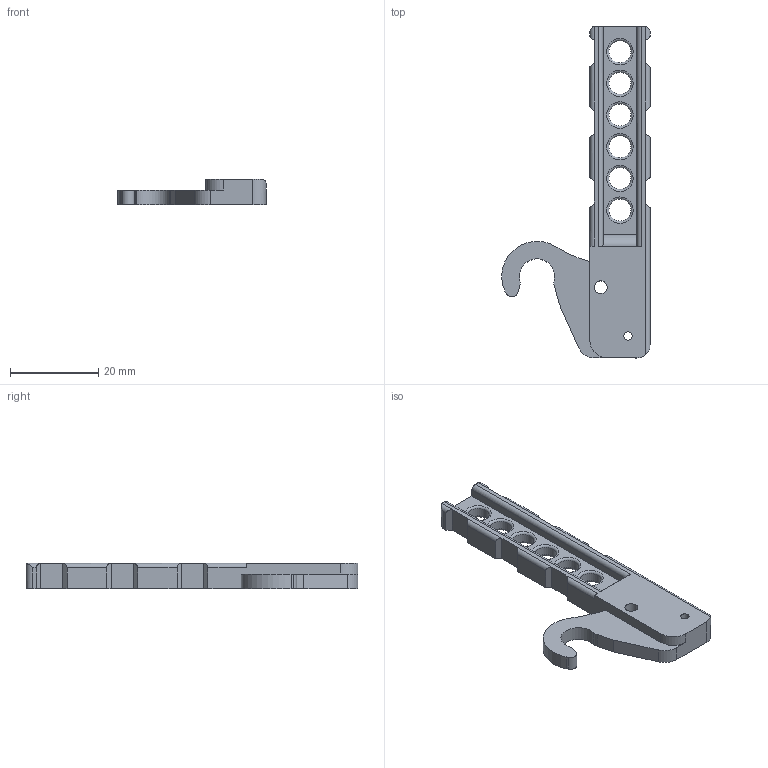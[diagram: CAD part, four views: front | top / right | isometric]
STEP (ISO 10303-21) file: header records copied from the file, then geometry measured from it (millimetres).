
FILE_DESCRIPTION(/* description */ (''),/* implementation_level */ '2;1');
FILE_NAME(/* name */ 'hook-brace-d.step',/* time_stamp */ '2023-09-13T07:29:26-04:00',/* author */ (''),/* organization */ (''),/* preprocessor_version */ 'ST-DEVELOPER v20',/* originating_system */ 'Autodesk Translation Framework v12.9.0.99',/* authorisation */ '');
FILE_SCHEMA (('AUTOMOTIVE_DESIGN { 1 0 10303 214 3 1 1 }'));
Length unit declared in the file: millimetre
Products named in the file (1): hook-brace
Bounding box: 33.65 x 75.41 x 5.72 mm (x, y, z)
Volume: 4872 mm3; surface area: 3846.6 mm2
Topology: 1 solids, 1 shells, 81 faces, 220 edges, 141 vertices
Faces by surface type: plane 38, cylinder 29, torus 12, bspline 2
Full cylindrical faces by diameter (mm): 1.9 x1, 2.9 x1, 5 x6
Entity records: 2726 total; most frequent: CARTESIAN_POINT 560, DIRECTION 454, ORIENTED_EDGE 440, EDGE_CURVE 220, AXIS2_PLACEMENT_3D 163, VERTEX_POINT 141, LINE 128, VECTOR 128
